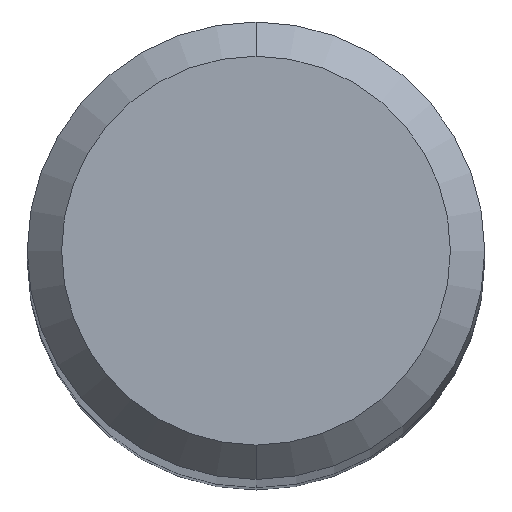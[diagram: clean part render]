
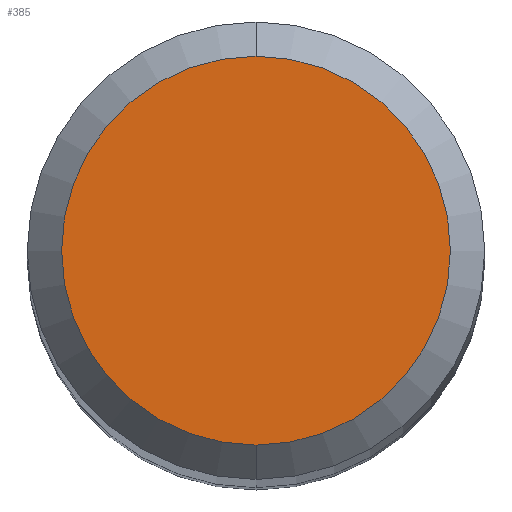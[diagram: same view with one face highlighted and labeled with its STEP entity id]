
A CAD part, top view. The second image highlights one B-rep face of the part: STEP entity #385.
In plain terms, the highlighted planar face has unit normal (0, 0, 1).
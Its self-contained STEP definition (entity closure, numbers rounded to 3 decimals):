
#197=EDGE_CURVE('',#323,#231,#476,.T.);
#231=VERTEX_POINT('',#515);
#245=EDGE_CURVE('',#231,#323,#530,.T.);
#323=VERTEX_POINT('',#614);
#385=ADVANCED_FACE('',(#682),#683,.T.);
#476=CIRCLE('',#810,1.7);
#515=CARTESIAN_POINT('',(0.0,1.7,0.0));
#530=CIRCLE('',#930,1.7);
#614=CARTESIAN_POINT('',(0.,-1.7,0.0));
#682=FACE_OUTER_BOUND('',#1265,.T.);
#683=PLANE('',#1266);
#810=AXIS2_PLACEMENT_3D('',#1367,#1368,#1369);
#930=AXIS2_PLACEMENT_3D('',#1425,#1426,#1427);
#1265=EDGE_LOOP('',(#1578,#1579));
#1266=AXIS2_PLACEMENT_3D('',#1580,#1581,#1582);
#1367=CARTESIAN_POINT('',(0.0,0.0,0.0));
#1368=DIRECTION('',(0.0,0.0,-1.0));
#1369=DIRECTION('',(0.0,1.0,0.0));
#1425=CARTESIAN_POINT('',(0.0,0.0,0.0));
#1426=DIRECTION('',(0.0,0.0,-1.0));
#1427=DIRECTION('',(0.0,1.0,0.0));
#1578=ORIENTED_EDGE('',*,*,#245,.F.);
#1579=ORIENTED_EDGE('',*,*,#197,.F.);
#1580=CARTESIAN_POINT('',(0.0,0.85,0.0));
#1581=DIRECTION('',(-0.0,0.0,1.0));
#1582=DIRECTION('',(0.0,-1.0,0.0));
